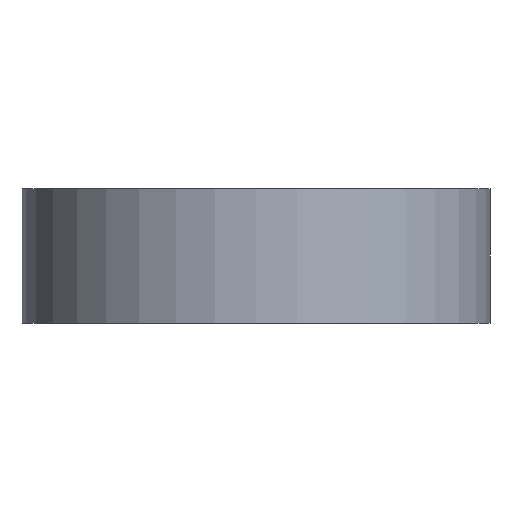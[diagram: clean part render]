
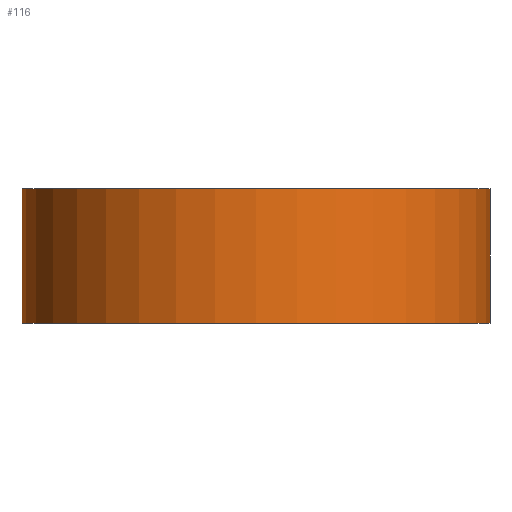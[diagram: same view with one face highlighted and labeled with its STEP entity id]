
A CAD part, front view. The second image highlights one B-rep face of the part: STEP entity #116.
In plain terms, the highlighted cylindrical face has radius 33.15 mm (diameter 66.3 mm), a partial arc.
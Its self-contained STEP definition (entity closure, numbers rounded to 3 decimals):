
#2 = EDGE_CURVE ( 'NONE', #39, #10, #68, .T. ) ;
#3 = VERTEX_POINT ( 'NONE', #177 ) ;
#10 = VERTEX_POINT ( 'NONE', #166 ) ;
#14 = EDGE_CURVE ( 'NONE', #40, #3, #165, .T. ) ;
#39 = VERTEX_POINT ( 'NONE', #194 ) ;
#40 = VERTEX_POINT ( 'NONE', #193 ) ;
#65 = DIRECTION ( 'NONE',  ( 0., 0., 1. ) ) ;
#66 = VECTOR ( 'NONE', #65, 1000. ) ;
#67 = CARTESIAN_POINT ( 'NONE',  ( 33.15, 0., 0. ) ) ;
#68 = LINE ( 'NONE', #67, #66 ) ;
#73 = ORIENTED_EDGE ( 'NONE', *, *, #14, .F. ) ;
#74 = ORIENTED_EDGE ( 'NONE', *, *, #82, .T. ) ;
#75 = ORIENTED_EDGE ( 'NONE', *, *, #2, .T. ) ;
#80 = EDGE_CURVE ( 'NONE', #3, #10, #251, .T. ) ;
#82 = EDGE_CURVE ( 'NONE', #40, #39, #245, .T. ) ;
#116 = ADVANCED_FACE ( 'NONE', ( #312 ), #317, .T. ) ;
#117 = EDGE_LOOP ( 'NONE', ( #73, #74, #75, #137 ) ) ;
#137 = ORIENTED_EDGE ( 'NONE', *, *, #80, .F. ) ;
#162 = DIRECTION ( 'NONE',  ( 0., 0., 1. ) ) ;
#163 = VECTOR ( 'NONE', #162, 1000. ) ;
#164 = CARTESIAN_POINT ( 'NONE',  ( -33.15, 0., 0. ) ) ;
#165 = LINE ( 'NONE', #164, #163 ) ;
#166 = CARTESIAN_POINT ( 'NONE',  ( 33.15, 0., 0. ) ) ;
#177 = CARTESIAN_POINT ( 'NONE',  ( -33.15, 0., 0. ) ) ;
#193 = CARTESIAN_POINT ( 'NONE',  ( -33.15, 0., -19. ) ) ;
#194 = CARTESIAN_POINT ( 'NONE',  ( 33.15, 0., -19. ) ) ;
#241 = DIRECTION ( 'NONE',  ( 1., 0., 0. ) ) ;
#242 = DIRECTION ( 'NONE',  ( 0., 0., 1. ) ) ;
#243 = CARTESIAN_POINT ( 'NONE',  ( 0., 0., -19. ) ) ;
#244 = AXIS2_PLACEMENT_3D ( 'NONE', #243, #242, #241 ) ;
#245 = CIRCLE ( 'NONE', #244, 33.15 ) ;
#247 = DIRECTION ( 'NONE',  ( 1., 0., 0. ) ) ;
#248 = DIRECTION ( 'NONE',  ( 0., 0., 1. ) ) ;
#249 = CARTESIAN_POINT ( 'NONE',  ( 0., 0., 0. ) ) ;
#250 = AXIS2_PLACEMENT_3D ( 'NONE', #249, #248, #247 ) ;
#251 = CIRCLE ( 'NONE', #250, 33.15 ) ;
#312 = FACE_OUTER_BOUND ( 'NONE', #117, .T. ) ;
#313 = DIRECTION ( 'NONE',  ( 1., 0., 0. ) ) ;
#314 = DIRECTION ( 'NONE',  ( 0., 0., 1. ) ) ;
#315 = CARTESIAN_POINT ( 'NONE',  ( 0., 0., 0. ) ) ;
#316 = AXIS2_PLACEMENT_3D ( 'NONE', #315, #314, #313 ) ;
#317 = CYLINDRICAL_SURFACE ( 'NONE', #316, 33.15 ) ;
